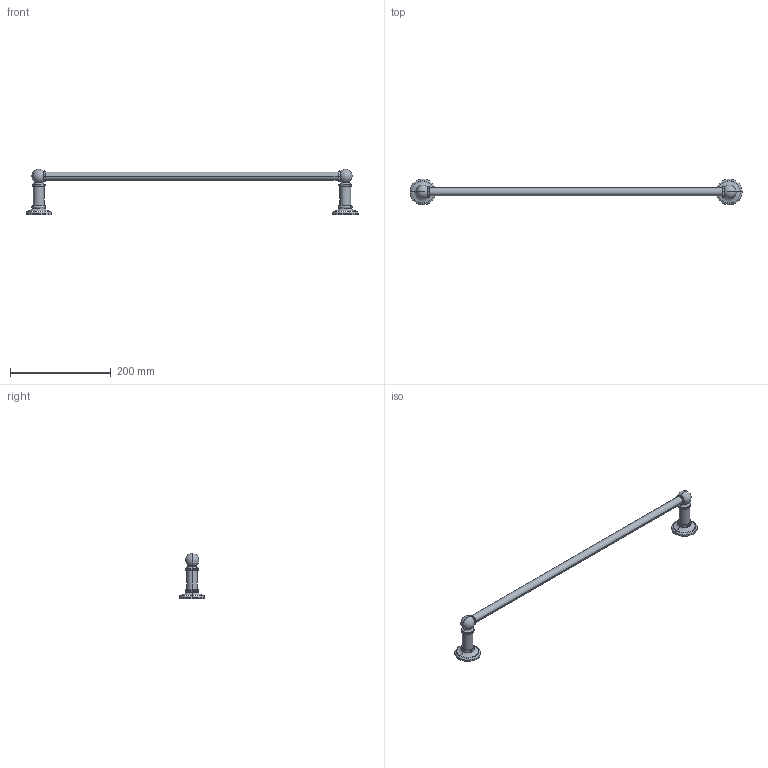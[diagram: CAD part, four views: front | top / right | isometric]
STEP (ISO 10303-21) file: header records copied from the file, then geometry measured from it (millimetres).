
FILE_DESCRIPTION((''),'2;1');
FILE_NAME('38-02_WEB','2011-12-14T',('ravindrashirol'),(''),'PRO/ENGINEER BY PARAMETRIC TECHNOLOGY CORPORATION, 2009300','PRO/ENGINEER BY PARAMETRIC TECHNOLOGY CORPORATION, 2009300','');
FILE_SCHEMA(('CONFIG_CONTROL_DESIGN'));
Length unit declared in the file: inch
Products named in the file (1): 38-02_WEB
Bounding box: 660.4 x 50.8 x 90.13 mm (x, y, z)
Surface area: 56933.1 mm2 (no closed solid volume)
Topology: 0 solids, 15 shells, 100 faces, 220 edges, 126 vertices
Faces by surface type: torus 52, cylinder 34, plane 10, sphere 4
Entity records: 2818 total; most frequent: DIRECTION 590, CARTESIAN_POINT 514, ORIENTED_EDGE 388, AXIS2_PLACEMENT_3D 278, EDGE_CURVE 216, CIRCLE 178, VERTEX_POINT 126, EDGE_LOOP 100
